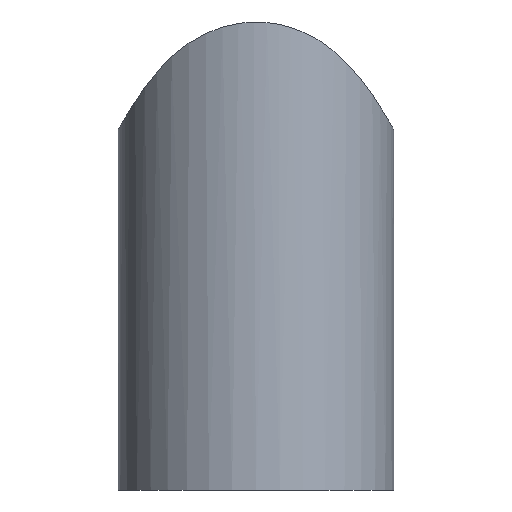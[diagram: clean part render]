
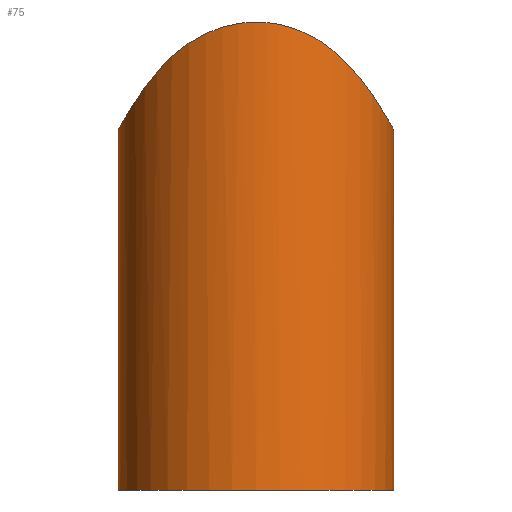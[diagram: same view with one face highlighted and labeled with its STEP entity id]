
A CAD part, front view. The second image highlights one B-rep face of the part: STEP entity #75.
In plain terms, the highlighted cylindrical face has radius 3.5 mm (diameter 7 mm), a full revolution.
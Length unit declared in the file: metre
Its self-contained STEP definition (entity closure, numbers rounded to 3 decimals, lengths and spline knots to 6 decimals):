
#12=CYLINDRICAL_SURFACE('',#94,0.0035);
#14=B_SPLINE_CURVE_WITH_KNOTS('',3,(#137,#138,#139,#140,#141,#142,#143,
#144,#145,#146,#147),.UNSPECIFIED.,.F.,.F.,(4,1,1,1,1,1,1,1,4),(0.,0.001563,
0.003127,0.00469,0.006253,0.007816,
0.00938,0.010943,0.012506),
 .UNSPECIFIED.);
#29=ORIENTED_EDGE('',*,*,#43,.T.);
#30=ORIENTED_EDGE('',*,*,#41,.F.);
#31=ORIENTED_EDGE('',*,*,#37,.F.);
#37=EDGE_CURVE('',#45,#46,#51,.T.);
#41=EDGE_CURVE('',#46,#45,#14,.T.);
#43=EDGE_CURVE('',#49,#49,#53,.T.);
#45=VERTEX_POINT('',#122);
#46=VERTEX_POINT('',#123);
#49=VERTEX_POINT('',#161);
#51=CIRCLE('',#92,0.0035);
#53=CIRCLE('',#95,0.0035);
#57=EDGE_LOOP('',(#29));
#58=EDGE_LOOP('',(#30,#31));
#65=FACE_BOUND('',#57,.T.);
#66=FACE_BOUND('',#58,.T.);
#75=ADVANCED_FACE('',(#65,#66),#12,.T.);
#92=AXIS2_PLACEMENT_3D('',#121,#103,#104);
#94=AXIS2_PLACEMENT_3D('',#159,#109,#110);
#95=AXIS2_PLACEMENT_3D('',#160,#111,#112);
#103=DIRECTION('',(0.,0.,1.));
#104=DIRECTION('',(0.,-1.,0.));
#109=DIRECTION('',(0.,0.,-1.));
#110=DIRECTION('',(-1.,0.,0.));
#111=DIRECTION('',(0.,0.,1.));
#112=DIRECTION('',(1.,0.,0.));
#121=CARTESIAN_POINT('',(0.012,-0.0045,0.010765));
#122=CARTESIAN_POINT('',(0.0155,-0.0045,0.010765));
#123=CARTESIAN_POINT('',(0.0085,-0.0045,0.010765));
#137=CARTESIAN_POINT('',(0.0085,-0.0045,0.010765));
#138=CARTESIAN_POINT('',(0.0085,-0.00503,0.010765));
#139=CARTESIAN_POINT('',(0.008748,-0.005998,0.011219));
#140=CARTESIAN_POINT('',(0.009434,-0.006971,0.012247));
#141=CARTESIAN_POINT('',(0.010443,-0.007742,0.01319));
#142=CARTESIAN_POINT('',(0.011988,-0.008127,0.013652));
#143=CARTESIAN_POINT('',(0.013545,-0.00775,0.0132));
#144=CARTESIAN_POINT('',(0.014564,-0.006972,0.012249));
#145=CARTESIAN_POINT('',(0.015248,-0.006009,0.011227));
#146=CARTESIAN_POINT('',(0.0155,-0.005031,0.010765));
#147=CARTESIAN_POINT('',(0.0155,-0.0045,0.010765));
#159=CARTESIAN_POINT('',(0.012,-0.0045,0.016902));
#160=CARTESIAN_POINT('',(0.012,-0.0045,0.0016));
#161=CARTESIAN_POINT('',(0.0155,-0.0045,0.0016));
